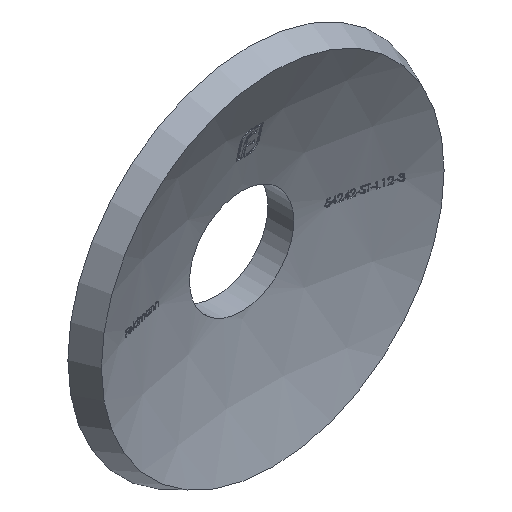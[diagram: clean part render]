
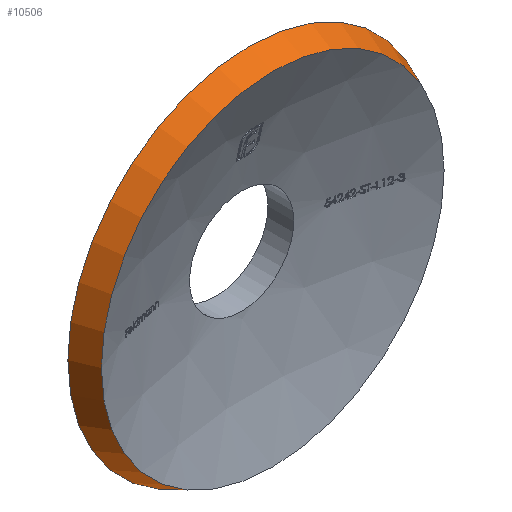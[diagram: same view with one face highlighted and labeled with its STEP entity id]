
A CAD part, isometric view. The second image highlights one B-rep face of the part: STEP entity #10506.
In plain terms, the highlighted conical face has half-angle 22.566 degrees and reference radius 20.049 mm.
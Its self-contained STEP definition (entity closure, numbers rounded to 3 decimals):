
#293 = EDGE_CURVE ( 'NONE', #12698, #12698, #4696, .T. ) ;
#604 = EDGE_LOOP ( 'NONE', ( #728 ) ) ;
#728 = ORIENTED_EDGE ( 'NONE', *, *, #293, .T. ) ;
#1117 = AXIS2_PLACEMENT_3D ( 'NONE', #13337, #12278, #7979 ) ;
#1154 = EDGE_LOOP ( 'NONE', ( #8243 ) ) ;
#1620 = CARTESIAN_POINT ( 'NONE',  ( 20.049, 0., 0. ) ) ;
#4046 = CIRCLE ( 'NONE', #1117, 20.049 ) ;
#4696 = CIRCLE ( 'NONE', #9787, 21.2 ) ;
#6249 = EDGE_CURVE ( 'NONE', #9704, #9704, #4046, .T. ) ;
#6795 = CONICAL_SURFACE ( 'NONE', #9804, 20.049, 0.394 ) ;
#6982 = FACE_BOUND ( 'NONE', #1154, .T. ) ;
#7571 = DIRECTION ( 'NONE',  ( -1., 0., 0. ) ) ;
#7979 = DIRECTION ( 'NONE',  ( 1., 0., 0. ) ) ;
#8243 = ORIENTED_EDGE ( 'NONE', *, *, #6249, .F. ) ;
#9553 = CARTESIAN_POINT ( 'NONE',  ( 21.2, 2.77, 0. ) ) ;
#9704 = VERTEX_POINT ( 'NONE', #1620 ) ;
#9787 = AXIS2_PLACEMENT_3D ( 'NONE', #14501, #10129, #9978 ) ;
#9804 = AXIS2_PLACEMENT_3D ( 'NONE', #13167, #9950, #7571 ) ;
#9917 = FACE_OUTER_BOUND ( 'NONE', #604, .T. ) ;
#9950 = DIRECTION ( 'NONE',  ( 0., 1., 0. ) ) ;
#9978 = DIRECTION ( 'NONE',  ( 1., 0., 0. ) ) ;
#10129 = DIRECTION ( 'NONE',  ( 0., -1., 0. ) ) ;
#10506 = ADVANCED_FACE ( 'NONE', ( #9917, #6982 ), #6795, .T. ) ;
#12278 = DIRECTION ( 'NONE',  ( 0., -1., 0. ) ) ;
#12698 = VERTEX_POINT ( 'NONE', #9553 ) ;
#13167 = CARTESIAN_POINT ( 'NONE',  ( 0., 0., 0. ) ) ;
#13337 = CARTESIAN_POINT ( 'NONE',  ( 0., 0., 0. ) ) ;
#14501 = CARTESIAN_POINT ( 'NONE',  ( 0., 2.77, 0. ) ) ;
